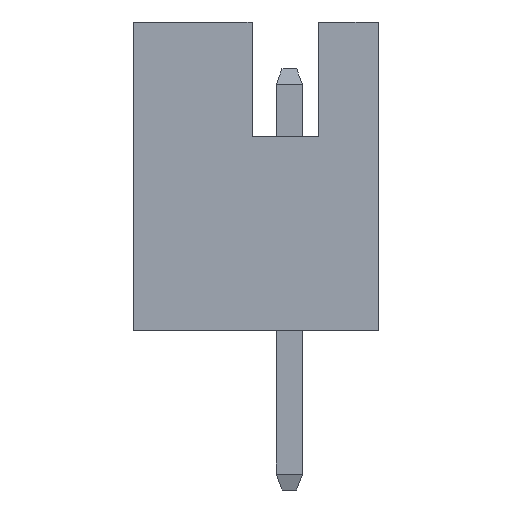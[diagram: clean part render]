
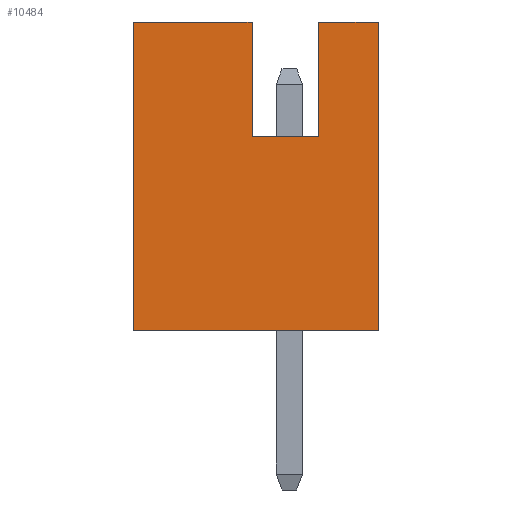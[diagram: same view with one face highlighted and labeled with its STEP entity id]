
A CAD part, left-side view. The second image highlights one B-rep face of the part: STEP entity #10484.
In plain terms, the highlighted planar face has unit normal (-1, 0, 0).
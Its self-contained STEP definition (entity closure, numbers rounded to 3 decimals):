
#681=ORIENTED_EDGE('',*,*,#2767,.T.);
#682=ORIENTED_EDGE('',*,*,#2768,.T.);
#683=ORIENTED_EDGE('',*,*,#2769,.T.);
#684=ORIENTED_EDGE('',*,*,#2668,.T.);
#685=ORIENTED_EDGE('',*,*,#2601,.F.);
#686=ORIENTED_EDGE('',*,*,#2536,.F.);
#687=ORIENTED_EDGE('',*,*,#2520,.T.);
#688=ORIENTED_EDGE('',*,*,#2770,.T.);
#2520=EDGE_CURVE('',#3602,#3601,#4284,.T.);
#2536=EDGE_CURVE('',#3602,#3614,#4300,.T.);
#2601=EDGE_CURVE('',#3614,#3675,#4365,.T.);
#2668=EDGE_CURVE('',#3700,#3675,#4432,.T.);
#2767=EDGE_CURVE('',#3799,#3800,#4531,.T.);
#2768=EDGE_CURVE('',#3800,#3801,#4532,.T.);
#2769=EDGE_CURVE('',#3801,#3700,#4533,.T.);
#2770=EDGE_CURVE('',#3601,#3799,#4534,.T.);
#3601=VERTEX_POINT('',#13004);
#3602=VERTEX_POINT('',#13006);
#3614=VERTEX_POINT('',#13037);
#3675=VERTEX_POINT('',#13167);
#3700=VERTEX_POINT('',#13227);
#3799=VERTEX_POINT('',#13489);
#3800=VERTEX_POINT('',#13490);
#3801=VERTEX_POINT('',#13492);
#4284=LINE('',#13005,#5102);
#4300=LINE('',#13036,#5118);
#4365=LINE('',#13166,#5183);
#4432=LINE('',#13298,#5250);
#4531=LINE('',#13488,#5349);
#4532=LINE('',#13491,#5350);
#4533=LINE('',#13493,#5351);
#4534=LINE('',#13494,#5352);
#5102=VECTOR('',#11352,1000.);
#5118=VECTOR('',#11374,1000.);
#5183=VECTOR('',#11447,1000.);
#5250=VECTOR('',#11524,1000.);
#5349=VECTOR('',#11677,1000.);
#5350=VECTOR('',#11678,1000.);
#5351=VECTOR('',#11679,1000.);
#5352=VECTOR('',#11680,1000.);
#5950=EDGE_LOOP('',(#681,#682,#683,#684,#685,#686,#687,#688));
#6428=FACE_BOUND('',#5950,.T.);
#6906=PLANE('',#10961);
#10484=ADVANCED_FACE('',(#6428),#6906,.T.);
#10961=AXIS2_PLACEMENT_3D('',#13487,#11675,#11676);
#11352=DIRECTION('',(0.,1.,0.));
#11374=DIRECTION('',(0.,0.,-1.));
#11447=DIRECTION('',(0.,1.,0.));
#11524=DIRECTION('',(0.,0.,-1.));
#11675=DIRECTION('',(-1.,0.,0.));
#11676=DIRECTION('',(0.,0.,1.));
#11677=DIRECTION('',(0.,1.,0.));
#11678=DIRECTION('',(0.,0.,1.));
#11679=DIRECTION('',(0.,1.,0.));
#11680=DIRECTION('',(0.,0.,-1.));
#13004=CARTESIAN_POINT('',(-10.93,-0.557,5.893));
#13005=CARTESIAN_POINT('',(-10.93,-1.7,5.893));
#13006=CARTESIAN_POINT('',(-10.93,-1.7,5.893));
#13036=CARTESIAN_POINT('',(-10.93,-1.7,1.88));
#13037=CARTESIAN_POINT('',(-10.93,-1.7,0.));
#13166=CARTESIAN_POINT('',(-10.93,-1.7,0.));
#13167=CARTESIAN_POINT('',(-10.93,2.974,0.));
#13227=CARTESIAN_POINT('',(-10.93,2.974,5.893));
#13298=CARTESIAN_POINT('',(-10.93,2.974,1.88));
#13487=CARTESIAN_POINT('',(-10.93,-1.7,1.88));
#13488=CARTESIAN_POINT('',(-10.93,-0.557,3.708));
#13489=CARTESIAN_POINT('',(-10.93,-0.557,3.708));
#13490=CARTESIAN_POINT('',(-10.93,0.713,3.708));
#13491=CARTESIAN_POINT('',(-10.93,0.713,3.708));
#13492=CARTESIAN_POINT('',(-10.93,0.713,5.893));
#13493=CARTESIAN_POINT('',(-10.93,-1.7,5.893));
#13494=CARTESIAN_POINT('',(-10.93,-0.557,5.893));
